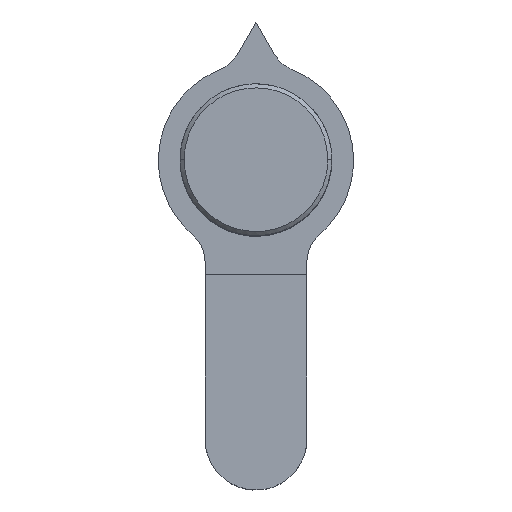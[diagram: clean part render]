
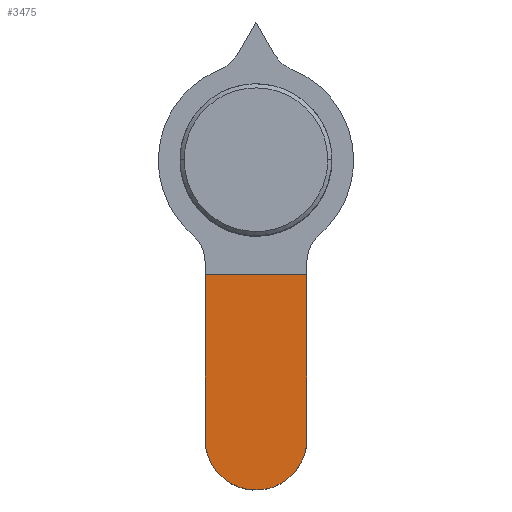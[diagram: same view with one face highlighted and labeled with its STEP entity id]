
A CAD part, top view. The second image highlights one B-rep face of the part: STEP entity #3475.
In plain terms, the highlighted free-form (B-spline) face has degree [1, 1] with [2, 2] control points.
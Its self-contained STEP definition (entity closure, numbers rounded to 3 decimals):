
#1746 = VERTEX_POINT('',#1747);
#1747 = CARTESIAN_POINT('',(4.549,-24.927,-0.546
    ));
#1752 = EDGE_CURVE('',#1746,#1753,#1755,.T.);
#1753 = VERTEX_POINT('',#1754);
#1754 = CARTESIAN_POINT('',(-4.549,-24.927,
    -0.546));
#1755 = ( BOUNDED_CURVE() B_SPLINE_CURVE(2,(#1756,#1757,#1758,#1759,
#1760),.UNSPECIFIED.,.F.,.F.) B_SPLINE_CURVE_WITH_KNOTS((3,2,3),(0.,
1.571,3.142),.PIECEWISE_BEZIER_KNOTS.) CURVE() 
GEOMETRIC_REPRESENTATION_ITEM() RATIONAL_B_SPLINE_CURVE((1.,
0.707,1.,0.707,1.)) REPRESENTATION_ITEM('') );
#1756 = CARTESIAN_POINT('',(4.549,-24.927,-0.546
    ));
#1757 = CARTESIAN_POINT('',(4.549,-29.476,-0.546
    ));
#1758 = CARTESIAN_POINT('',(0.,-29.476,
    -0.546));
#1759 = CARTESIAN_POINT('',(-4.549,-29.476,
    -0.546));
#1760 = CARTESIAN_POINT('',(-4.549,-24.927,
    -0.546));
#2419 = VERTEX_POINT('',#2420);
#2420 = CARTESIAN_POINT('',(4.549,-10.226,-0.546
    ));
#2427 = EDGE_CURVE('',#1746,#2419,#2428,.T.);
#2428 = B_SPLINE_CURVE_WITH_KNOTS('',1,(#2429,#2430),.UNSPECIFIED.,.F.,
  .F.,(2,2),(5.902,16.164),.PIECEWISE_BEZIER_KNOTS.);
#2429 = CARTESIAN_POINT('',(4.549,-24.927,-0.546
    ));
#2430 = CARTESIAN_POINT('',(4.549,-10.226,-0.546
    ));
#2460 = EDGE_CURVE('',#2461,#1753,#2463,.T.);
#2461 = VERTEX_POINT('',#2462);
#2462 = CARTESIAN_POINT('',(-4.549,-10.226,
    -0.546));
#2463 = B_SPLINE_CURVE_WITH_KNOTS('',1,(#2464,#2465),.UNSPECIFIED.,.F.,
  .F.,(2,2),(0.,10.262),.PIECEWISE_BEZIER_KNOTS.);
#2464 = CARTESIAN_POINT('',(-4.549,-10.226,
    -0.546));
#2465 = CARTESIAN_POINT('',(-4.549,-24.927,
    -0.546));
#3465 = EDGE_CURVE('',#2419,#2461,#3466,.T.);
#3466 = B_SPLINE_CURVE_WITH_KNOTS('',1,(#3467,#3468),.UNSPECIFIED.,.F.,
  .F.,(2,2),(0.,6.35),.PIECEWISE_BEZIER_KNOTS.);
#3467 = CARTESIAN_POINT('',(4.549,-10.226,-0.546
    ));
#3468 = CARTESIAN_POINT('',(-4.549,-10.226,
    -0.546));
#3475 = ADVANCED_FACE('',(#3476),#3482,.T.);
#3476 = FACE_BOUND('',#3477,.T.);
#3477 = EDGE_LOOP('',(#3478,#3479,#3480,#3481));
#3478 = ORIENTED_EDGE('',*,*,#2427,.T.);
#3479 = ORIENTED_EDGE('',*,*,#3465,.T.);
#3480 = ORIENTED_EDGE('',*,*,#2460,.T.);
#3481 = ORIENTED_EDGE('',*,*,#1752,.F.);
#3482 = B_SPLINE_SURFACE_WITH_KNOTS('',1,1,(
    (#3483,#3484)
    ,(#3485,#3486
  )),.UNSPECIFIED.,.F.,.F.,.F.,(2,2),(2,2),(-3.175,3.175),(-20.574,
    -7.137),.PIECEWISE_BEZIER_KNOTS.);
#3483 = CARTESIAN_POINT('',(-4.549,-29.476,
    -0.546));
#3484 = CARTESIAN_POINT('',(-4.549,-10.226,
    -0.546));
#3485 = CARTESIAN_POINT('',(4.549,-29.476,-0.546
    ));
#3486 = CARTESIAN_POINT('',(4.549,-10.226,-0.546
    ));
